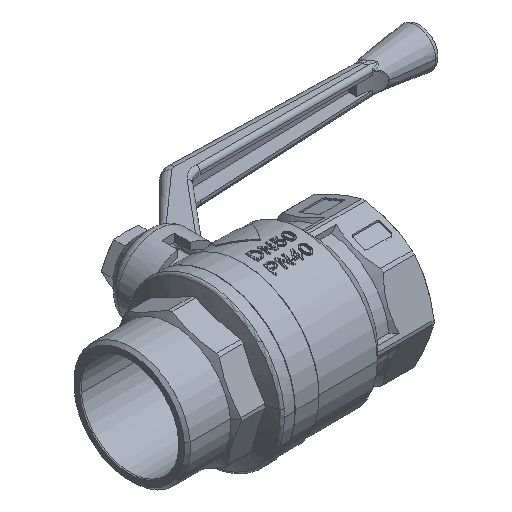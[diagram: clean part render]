
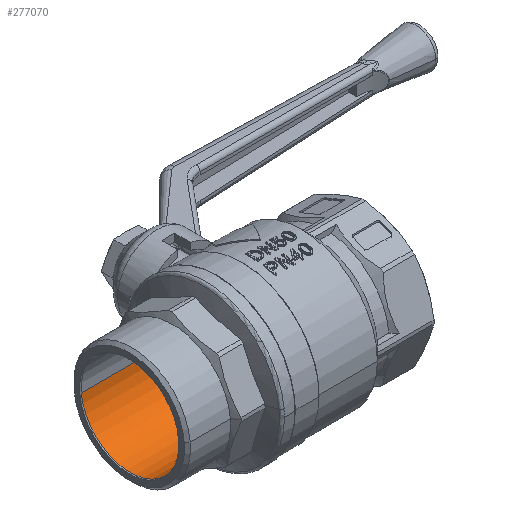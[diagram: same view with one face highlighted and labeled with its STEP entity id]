
A CAD part, isometric view. The second image highlights one B-rep face of the part: STEP entity #277070.
In plain terms, the highlighted cylindrical face has radius 25 mm (diameter 50 mm), a partial arc.
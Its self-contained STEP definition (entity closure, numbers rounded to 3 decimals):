
#276450=CARTESIAN_POINT('',(34.,24.889,
2.357));
#276460=VERTEX_POINT('',#276450);
#276490=CARTESIAN_POINT('',(34.,0.,
0.));
#276500=DIRECTION('',(1.,0.,0.));
#276510=DIRECTION('',(0.,-0.996,-0.094));
#276520=AXIS2_PLACEMENT_3D('',#276490,#276500,#276510);
#276530=CIRCLE('',#276520,25.);
#276540=CARTESIAN_POINT('',(34.,-24.889,
-2.357));
#276550=VERTEX_POINT('',#276540);
#276750=CARTESIAN_POINT('',(51.5,0.,
0.));
#276760=DIRECTION('',(-1.,0.,0.));
#276770=DIRECTION('',(0.,-0.996,-0.094));
#276780=AXIS2_PLACEMENT_3D('',#276750,#276760,#276770);
#276790=CYLINDRICAL_SURFACE('',#276780,25.);
#276800=CARTESIAN_POINT('',(51.5,-24.889,
-2.357));
#276810=DIRECTION('',(-1.,0.,0.));
#276820=VECTOR('',#276810,1.);
#276830=LINE('',#276800,#276820);
#276840=CARTESIAN_POINT('',(69.,-24.889,
-2.357));
#276850=VERTEX_POINT('',#276840);
#276860=EDGE_CURVE('',#276850,#276550,#276830,.T.);
#276870=ORIENTED_EDGE('',*,*,#276860,.T.);
#276880=CARTESIAN_POINT('',(69.,0.,
0.));
#276890=DIRECTION('',(1.,0.,0.));
#276900=DIRECTION('',(0.,-0.996,-0.094));
#276910=AXIS2_PLACEMENT_3D('',#276880,#276890,#276900);
#276920=CIRCLE('',#276910,25.);
#276930=CARTESIAN_POINT('',(69.,24.889,
2.357));
#276940=VERTEX_POINT('',#276930);
#276950=EDGE_CURVE('',#276940,#276850,#276920,.T.);
#276960=ORIENTED_EDGE('',*,*,#276950,.T.);
#276970=CARTESIAN_POINT('',(51.5,24.889,
2.357));
#276980=DIRECTION('',(-1.,0.,0.));
#276990=VECTOR('',#276980,1.);
#277000=LINE('',#276970,#276990);
#277010=EDGE_CURVE('',#276940,#276460,#277000,.T.);
#277020=ORIENTED_EDGE('',*,*,#277010,.F.);
#277030=EDGE_CURVE('',#276460,#276550,#276530,.T.);
#277040=ORIENTED_EDGE('',*,*,#277030,.F.);
#277050=EDGE_LOOP('',(#277040,#277020,#276960,#276870));
#277060=FACE_OUTER_BOUND('',#277050,.T.);
#277070=ADVANCED_FACE('',(#277060),#276790,.F.);
